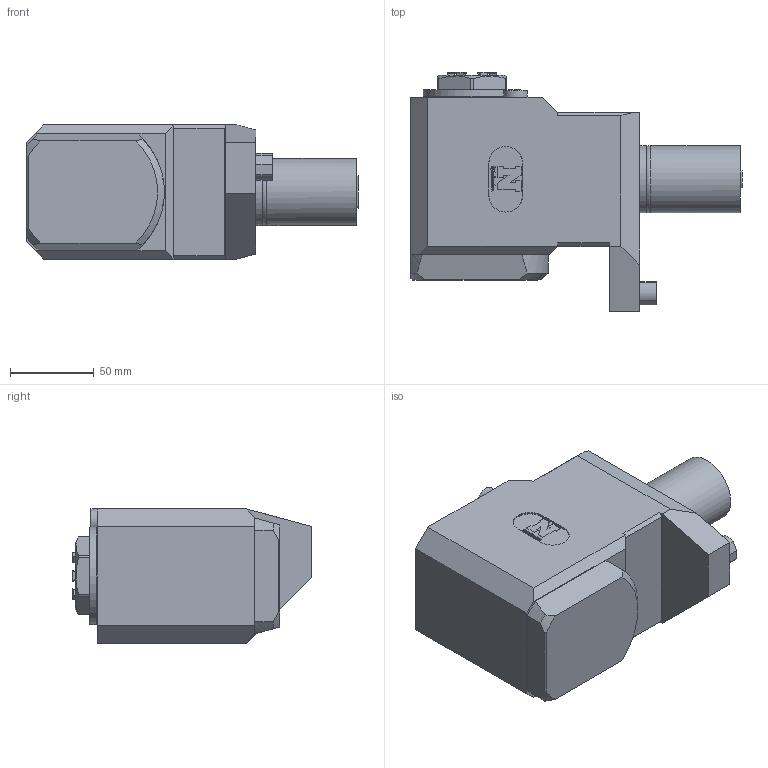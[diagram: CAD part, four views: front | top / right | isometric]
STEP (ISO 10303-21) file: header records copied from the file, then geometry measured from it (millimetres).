
FILE_DESCRIPTION(/* description */ ('8 030 45 184.02'),/* implementation_level */ '2;1');
FILE_NAME(/* name */ '8 030 45 184.02',/* time_stamp */ '2022-02-07T09:20:25+01:00',/* author */ ('heimatec GmbH'),/* organization */ (''),/* preprocessor_version */ 'ST-DEVELOPER v16.7',/* originating_system */ 'Solid Edge',/* authorisation */ 'Unknown');
FILE_SCHEMA (('AUTOMOTIVE_DESIGN {1 0 10303 214 3 1 1}'));
Length unit declared in the file: millimetre
Products named in the file (1): Part12
Bounding box: 198 x 142.9 x 80 mm (x, y, z)
Volume: 1156760.2 mm3; surface area: 84445 mm2
Topology: 1 solids, 3 shells, 392 faces, 1037 edges, 684 vertices
Faces by surface type: plane 238, cylinder 124, cone 22, torus 4, bspline 2, sphere 2
Full cylindrical faces by diameter (mm): 0.425 x1, 0.51 x1, 1.6 x1, 5.949 x1, 10 x1, 12 x1, 14 x1, 20.9 x1, 25 x1, 29.5 x1, 30.376 x2, 32.2 x1, 38.6 x2, 40 x2, 50 x1, 50.8 x1, 58 x1
Entity records: 12268 total; most frequent: CARTESIAN_POINT 2823, ORIENTED_EDGE 1970, DIRECTION 1864, EDGE_CURVE 985, VERTEX_POINT 667, AXIS2_PLACEMENT_3D 640, LINE 584, VECTOR 584
